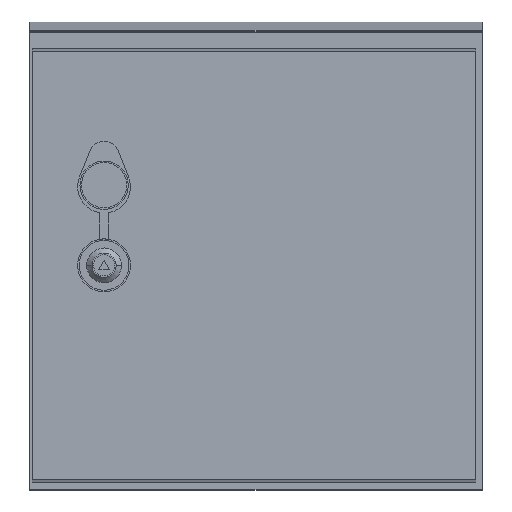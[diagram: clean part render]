
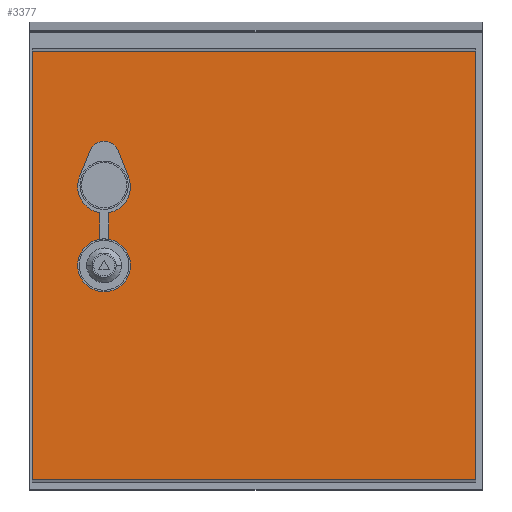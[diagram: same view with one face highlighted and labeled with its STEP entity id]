
A CAD part, top view. The second image highlights one B-rep face of the part: STEP entity #3377.
In plain terms, the highlighted planar face has unit normal (0, 0, 1).
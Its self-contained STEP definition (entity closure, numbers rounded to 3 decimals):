
#25 = CARTESIAN_POINT ( 'NONE',  ( 31.249, 58.574, 0. ) ) ;
#66 = CARTESIAN_POINT ( 'NONE',  ( 44.5, 34.841, 0. ) ) ;
#250 = CIRCLE ( 'NONE', #2868, 17.5 ) ;
#562 = AXIS2_PLACEMENT_3D ( 'NONE', #16003, #12353, #14777 ) ;
#689 = LINE ( 'NONE', #3144, #2591 ) ;
#724 = EDGE_LOOP ( 'NONE', ( #8499, #4052, #13152, #12330, #6511, #9673, #2670, #10231, #14551, #8196, #5321 ) ) ;
#855 = CARTESIAN_POINT ( 'NONE',  ( 0., 142., 0. ) ) ;
#933 = DIRECTION ( 'NONE',  ( -1., 0., 0. ) ) ;
#1041 = CARTESIAN_POINT ( 'NONE',  ( 44.5, 17.241, 0. ) ) ;
#1137 = CIRCLE ( 'NONE', #15422, 17.5 ) ;
#1164 = ORIENTED_EDGE ( 'NONE', *, *, #1977, .F. ) ;
#1236 = CIRCLE ( 'NONE', #6875, 17.5 ) ;
#1318 = CARTESIAN_POINT ( 'NONE',  ( 294., -142., 0. ) ) ;
#1351 = EDGE_CURVE ( 'NONE', #3678, #1783, #689, .T. ) ;
#1783 = VERTEX_POINT ( 'NONE', #15181 ) ;
#1971 = EDGE_CURVE ( 'NONE', #15667, #1783, #15161, .T. ) ;
#1977 = EDGE_CURVE ( 'NONE', #2436, #3678, #8563, .T. ) ;
#2065 = DIRECTION ( 'NONE',  ( 0., 0., 1. ) ) ;
#2210 = LINE ( 'NONE', #5969, #7589 ) ;
#2436 = VERTEX_POINT ( 'NONE', #8072 ) ;
#2591 = VECTOR ( 'NONE', #9244, 1000. ) ;
#2655 = EDGE_CURVE ( 'NONE', #5385, #11474, #4658, .T. ) ;
#2670 = ORIENTED_EDGE ( 'NONE', *, *, #8532, .F. ) ;
#2792 = DIRECTION ( 'NONE',  ( 0., 0., 1. ) ) ;
#2868 = AXIS2_PLACEMENT_3D ( 'NONE', #12823, #6611, #15285 ) ;
#2880 = VERTEX_POINT ( 'NONE', #14307 ) ;
#3082 = EDGE_CURVE ( 'NONE', #11849, #14873, #12393, .T. ) ;
#3144 = CARTESIAN_POINT ( 'NONE',  ( 294., -142., 0. ) ) ;
#3377 = ADVANCED_FACE ( 'NONE', ( #8502, #5214 ), #12869, .F. ) ;
#3541 = AXIS2_PLACEMENT_3D ( 'NONE', #15720, #8311, #933 ) ;
#3678 = VERTEX_POINT ( 'NONE', #1318 ) ;
#3856 = CARTESIAN_POINT ( 'NONE',  ( 50.5, 34.841, 0. ) ) ;
#4052 = ORIENTED_EDGE ( 'NONE', *, *, #2655, .F. ) ;
#4521 = DIRECTION ( 'NONE',  ( 0., -1., 0. ) ) ;
#4658 = CIRCLE ( 'NONE', #562, 17.5 ) ;
#4669 = DIRECTION ( 'NONE',  ( -1., 0., 0. ) ) ;
#5057 = CIRCLE ( 'NONE', #6007, 17.5 ) ;
#5214 = FACE_BOUND ( 'NONE', #724, .T. ) ;
#5321 = ORIENTED_EDGE ( 'NONE', *, *, #11955, .F. ) ;
#5331 = DIRECTION ( 'NONE',  ( -0.371, -0.929, 0. ) ) ;
#5385 = VERTEX_POINT ( 'NONE', #10313 ) ;
#5412 = DIRECTION ( 'NONE',  ( -1., 0., 0. ) ) ;
#5462 = ORIENTED_EDGE ( 'NONE', *, *, #1971, .T. ) ;
#5591 = VERTEX_POINT ( 'NONE', #66 ) ;
#5969 = CARTESIAN_POINT ( 'NONE',  ( 50.5, 17.241, 0. ) ) ;
#5974 = EDGE_LOOP ( 'NONE', ( #5462, #15569, #1164, #9334 ) ) ;
#6002 = DIRECTION ( 'NONE',  ( 0., 0., 1. ) ) ;
#6007 = AXIS2_PLACEMENT_3D ( 'NONE', #11560, #2792, #15117 ) ;
#6054 = VERTEX_POINT ( 'NONE', #3856 ) ;
#6185 = EDGE_CURVE ( 'NONE', #6274, #11849, #12490, .T. ) ;
#6274 = VERTEX_POINT ( 'NONE', #13149 ) ;
#6511 = ORIENTED_EDGE ( 'NONE', *, *, #15104, .F. ) ;
#6611 = DIRECTION ( 'NONE',  ( 0., 0., 1. ) ) ;
#6872 = CIRCLE ( 'NONE', #13420, 17.5 ) ;
#6875 = AXIS2_PLACEMENT_3D ( 'NONE', #10791, #6002, #4669 ) ;
#7513 = CARTESIAN_POINT ( 'NONE',  ( 44.5, 17.241, 0. ) ) ;
#7589 = VECTOR ( 'NONE', #15977, 1000. ) ;
#7843 = CARTESIAN_POINT ( 'NONE',  ( 50.5, 17.241, 0. ) ) ;
#7970 = VECTOR ( 'NONE', #5331, 1000. ) ;
#8072 = CARTESIAN_POINT ( 'NONE',  ( 294., 142., 0. ) ) ;
#8109 = VECTOR ( 'NONE', #10991, 1000. ) ;
#8193 = DIRECTION ( 'NONE',  ( 1., 0., 0. ) ) ;
#8196 = ORIENTED_EDGE ( 'NONE', *, *, #6185, .F. ) ;
#8259 = EDGE_CURVE ( 'NONE', #14873, #15142, #9522, .T. ) ;
#8311 = DIRECTION ( 'NONE',  ( 0., 0., 1. ) ) ;
#8499 = ORIENTED_EDGE ( 'NONE', *, *, #10049, .F. ) ;
#8502 = FACE_OUTER_BOUND ( 'NONE', #5974, .T. ) ;
#8506 = CARTESIAN_POINT ( 'NONE',  ( 294., 142., 0. ) ) ;
#8516 = CARTESIAN_POINT ( 'NONE',  ( 47.5, 52.082, 0. ) ) ;
#8532 = EDGE_CURVE ( 'NONE', #15142, #10903, #1137, .T. ) ;
#8563 = LINE ( 'NONE', #15494, #12659 ) ;
#8907 = VECTOR ( 'NONE', #11567, 1000. ) ;
#9177 = VECTOR ( 'NONE', #13998, 1000. ) ;
#9244 = DIRECTION ( 'NONE',  ( -1., 0., 0. ) ) ;
#9334 = ORIENTED_EDGE ( 'NONE', *, *, #15465, .T. ) ;
#9441 = DIRECTION ( 'NONE',  ( 0., -1., 0. ) ) ;
#9522 = LINE ( 'NONE', #12326, #7970 ) ;
#9673 = ORIENTED_EDGE ( 'NONE', *, *, #14302, .F. ) ;
#10049 = EDGE_CURVE ( 'NONE', #11474, #6054, #2210, .T. ) ;
#10231 = ORIENTED_EDGE ( 'NONE', *, *, #8259, .F. ) ;
#10313 = CARTESIAN_POINT ( 'NONE',  ( 65., 0., 0. ) ) ;
#10459 = CARTESIAN_POINT ( 'NONE',  ( 294., 142., 0. ) ) ;
#10785 = DIRECTION ( 'NONE',  ( 1., 0., 0. ) ) ;
#10791 = CARTESIAN_POINT ( 'NONE',  ( 47.5, 0., 0. ) ) ;
#10849 = EDGE_CURVE ( 'NONE', #2880, #5385, #5057, .T. ) ;
#10903 = VERTEX_POINT ( 'NONE', #12760 ) ;
#10991 = DIRECTION ( 'NONE',  ( -1., 0., 0. ) ) ;
#11474 = VERTEX_POINT ( 'NONE', #7843 ) ;
#11560 = CARTESIAN_POINT ( 'NONE',  ( 47.5, 0., 0. ) ) ;
#11567 = DIRECTION ( 'NONE',  ( 0., -1., 0. ) ) ;
#11626 = CARTESIAN_POINT ( 'NONE',  ( 56.786, 76.008, 0. ) ) ;
#11720 = DIRECTION ( 'NONE',  ( 0., 0., -1. ) ) ;
#11849 = VERTEX_POINT ( 'NONE', #11626 ) ;
#11955 = EDGE_CURVE ( 'NONE', #6054, #6274, #6872, .T. ) ;
#12326 = CARTESIAN_POINT ( 'NONE',  ( 38.214, 76.008, 0. ) ) ;
#12330 = ORIENTED_EDGE ( 'NONE', *, *, #13437, .F. ) ;
#12353 = DIRECTION ( 'NONE',  ( 0., 0., 1. ) ) ;
#12372 = AXIS2_PLACEMENT_3D ( 'NONE', #10459, #11720, #5412 ) ;
#12393 = CIRCLE ( 'NONE', #3541, 10. ) ;
#12490 = LINE ( 'NONE', #12812, #9177 ) ;
#12578 = CARTESIAN_POINT ( 'NONE',  ( 38.214, 76.008, 0. ) ) ;
#12659 = VECTOR ( 'NONE', #9441, 1000. ) ;
#12760 = CARTESIAN_POINT ( 'NONE',  ( 30., 52.082, 0. ) ) ;
#12812 = CARTESIAN_POINT ( 'NONE',  ( 56.786, 76.008, 0. ) ) ;
#12823 = CARTESIAN_POINT ( 'NONE',  ( 47.5, 52.082, 0. ) ) ;
#12869 = PLANE ( 'NONE',  #12372 ) ;
#13149 = CARTESIAN_POINT ( 'NONE',  ( 63.751, 58.574, 0. ) ) ;
#13152 = ORIENTED_EDGE ( 'NONE', *, *, #10849, .F. ) ;
#13409 = LINE ( 'NONE', #7513, #8907 ) ;
#13420 = AXIS2_PLACEMENT_3D ( 'NONE', #8516, #15611, #8193 ) ;
#13437 = EDGE_CURVE ( 'NONE', #15907, #2880, #1236, .T. ) ;
#13998 = DIRECTION ( 'NONE',  ( -0.371, 0.929, 0. ) ) ;
#14009 = VECTOR ( 'NONE', #4521, 1000. ) ;
#14126 = LINE ( 'NONE', #8506, #8109 ) ;
#14302 = EDGE_CURVE ( 'NONE', #10903, #5591, #250, .T. ) ;
#14307 = CARTESIAN_POINT ( 'NONE',  ( 30., 0., 0. ) ) ;
#14551 = ORIENTED_EDGE ( 'NONE', *, *, #3082, .F. ) ;
#14777 = DIRECTION ( 'NONE',  ( -1., 0., 0. ) ) ;
#14873 = VERTEX_POINT ( 'NONE', #12578 ) ;
#15104 = EDGE_CURVE ( 'NONE', #5591, #15907, #13409, .T. ) ;
#15117 = DIRECTION ( 'NONE',  ( -1., 0., 0. ) ) ;
#15142 = VERTEX_POINT ( 'NONE', #25 ) ;
#15161 = LINE ( 'NONE', #855, #14009 ) ;
#15181 = CARTESIAN_POINT ( 'NONE',  ( 0., -142., 0. ) ) ;
#15285 = DIRECTION ( 'NONE',  ( 1., 0., 0. ) ) ;
#15422 = AXIS2_PLACEMENT_3D ( 'NONE', #15650, #2065, #10785 ) ;
#15465 = EDGE_CURVE ( 'NONE', #2436, #15667, #14126, .T. ) ;
#15483 = CARTESIAN_POINT ( 'NONE',  ( 0., 142., 0. ) ) ;
#15494 = CARTESIAN_POINT ( 'NONE',  ( 294., 142., 0. ) ) ;
#15569 = ORIENTED_EDGE ( 'NONE', *, *, #1351, .F. ) ;
#15611 = DIRECTION ( 'NONE',  ( 0., 0., 1. ) ) ;
#15650 = CARTESIAN_POINT ( 'NONE',  ( 47.5, 52.082, 0. ) ) ;
#15667 = VERTEX_POINT ( 'NONE', #15483 ) ;
#15720 = CARTESIAN_POINT ( 'NONE',  ( 47.5, 72.298, 0. ) ) ;
#15907 = VERTEX_POINT ( 'NONE', #1041 ) ;
#15977 = DIRECTION ( 'NONE',  ( 0., 1., 0. ) ) ;
#16003 = CARTESIAN_POINT ( 'NONE',  ( 47.5, 0., 0. ) ) ;
